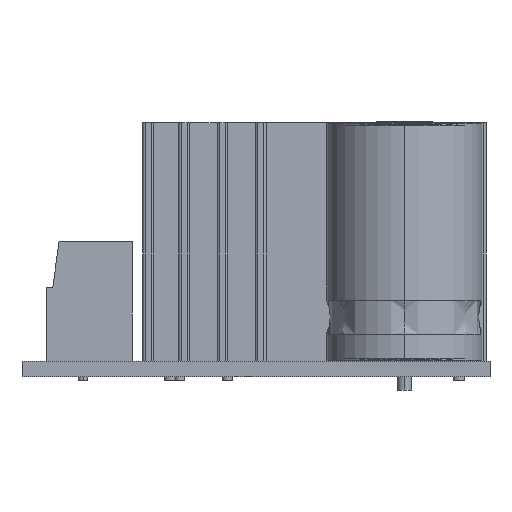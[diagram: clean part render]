
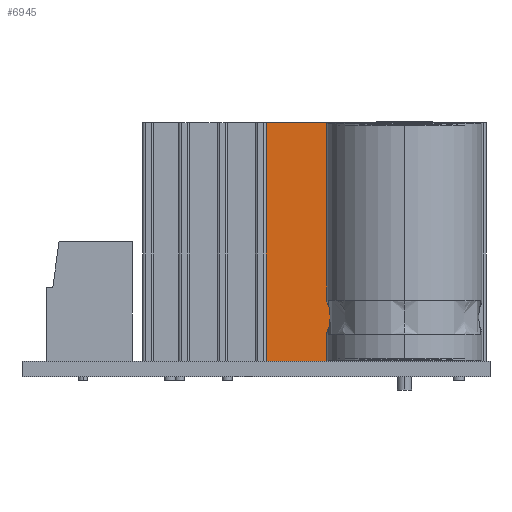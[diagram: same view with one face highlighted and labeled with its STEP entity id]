
A CAD part, left-side view. The second image highlights one B-rep face of the part: STEP entity #6945.
In plain terms, the highlighted planar face has unit normal (-1, 0, 0).
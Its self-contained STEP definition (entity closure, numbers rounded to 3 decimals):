
#657 = DIRECTION ( 'NONE',  ( -1., 0., 0. ) ) ;
#844 = DIRECTION ( 'NONE',  ( 0., -1., 0. ) ) ;
#1037 = CARTESIAN_POINT ( 'NONE',  ( 65.93, -22.065, 26.6 ) ) ;
#2068 = EDGE_CURVE ( 'NONE', #18092, #12227, #9404, .T. ) ;
#2070 = CARTESIAN_POINT ( 'NONE',  ( 65.93, -22.065, 26.6 ) ) ;
#4843 = ORIENTED_EDGE ( 'NONE', *, *, #19386, .T. ) ;
#5306 = ORIENTED_EDGE ( 'NONE', *, *, #8607, .T. ) ;
#5344 = LINE ( 'NONE', #6900, #14739 ) ;
#6110 = AXIS2_PLACEMENT_3D ( 'NONE', #2070, #657, #844 ) ;
#6144 = VECTOR ( 'NONE', #10135, 1000. ) ;
#6900 = CARTESIAN_POINT ( 'NONE',  ( 65.93, -22.065, 26.6 ) ) ;
#6945 = ADVANCED_FACE ( 'NONE', ( #16248 ), #14614, .T. ) ;
#7101 = DIRECTION ( 'NONE',  ( 0., 0., -1. ) ) ;
#8160 = CARTESIAN_POINT ( 'NONE',  ( 65.93, -32.165, 1.6 ) ) ;
#8607 = EDGE_CURVE ( 'NONE', #10230, #12227, #16203, .T. ) ;
#8807 = LINE ( 'NONE', #19391, #6144 ) ;
#9271 = EDGE_LOOP ( 'NONE', ( #4843, #5306, #19221, #11549 ) ) ;
#9404 = LINE ( 'NONE', #12660, #17747 ) ;
#10135 = DIRECTION ( 'NONE',  ( 0., 0., -1. ) ) ;
#10230 = VERTEX_POINT ( 'NONE', #1037 ) ;
#10370 = DIRECTION ( 'NONE',  ( 0., 1., 0. ) ) ;
#10675 = EDGE_CURVE ( 'NONE', #16459, #18092, #8807, .T. ) ;
#11339 = DIRECTION ( 'NONE',  ( 0., 1., 0. ) ) ;
#11549 = ORIENTED_EDGE ( 'NONE', *, *, #10675, .F. ) ;
#12196 = CARTESIAN_POINT ( 'NONE',  ( 65.93, -22.065, 1.6 ) ) ;
#12227 = VERTEX_POINT ( 'NONE', #12196 ) ;
#12660 = CARTESIAN_POINT ( 'NONE',  ( 65.93, -22.065, 1.6 ) ) ;
#14442 = CARTESIAN_POINT ( 'NONE',  ( 65.93, -32.165, 26.6 ) ) ;
#14614 = PLANE ( 'NONE',  #6110 ) ;
#14739 = VECTOR ( 'NONE', #10370, 1000. ) ;
#16203 = LINE ( 'NONE', #19526, #17282 ) ;
#16248 = FACE_OUTER_BOUND ( 'NONE', #9271, .T. ) ;
#16459 = VERTEX_POINT ( 'NONE', #14442 ) ;
#17282 = VECTOR ( 'NONE', #7101, 1000. ) ;
#17747 = VECTOR ( 'NONE', #11339, 1000. ) ;
#18092 = VERTEX_POINT ( 'NONE', #8160 ) ;
#19221 = ORIENTED_EDGE ( 'NONE', *, *, #2068, .F. ) ;
#19386 = EDGE_CURVE ( 'NONE', #16459, #10230, #5344, .T. ) ;
#19391 = CARTESIAN_POINT ( 'NONE',  ( 65.93, -32.165, 26.6 ) ) ;
#19526 = CARTESIAN_POINT ( 'NONE',  ( 65.93, -22.065, 26.6 ) ) ;
